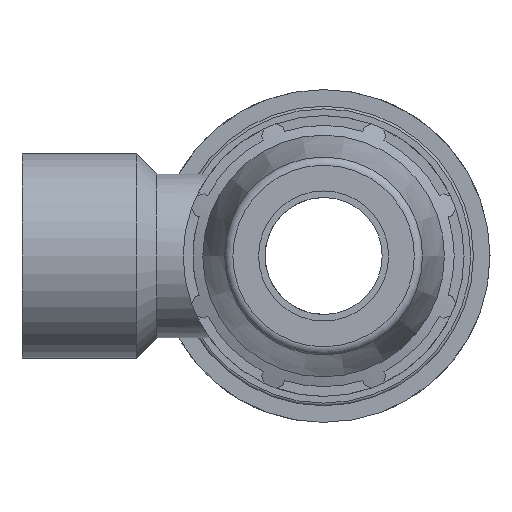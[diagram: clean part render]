
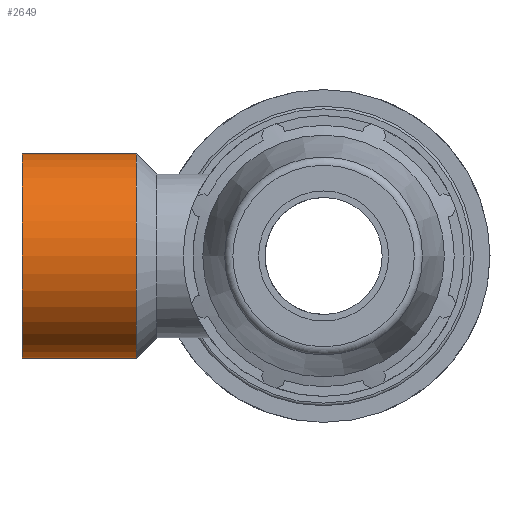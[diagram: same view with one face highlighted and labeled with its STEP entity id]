
A CAD part, left-side view. The second image highlights one B-rep face of the part: STEP entity #2649.
In plain terms, the highlighted cylindrical face has radius 19.689 mm (diameter 39.378 mm), a full revolution.
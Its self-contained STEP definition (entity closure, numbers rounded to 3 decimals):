
#166=CIRCLE('',#2905,19.689);
#167=CIRCLE('',#2907,19.689);
#702=FACE_BOUND('',#1041,.T.);
#851=FACE_OUTER_BOUND('',#1040,.T.);
#1040=EDGE_LOOP('',(#2315));
#1041=EDGE_LOOP('',(#2316));
#1292=VERTEX_POINT('',#4502);
#1293=VERTEX_POINT('',#4505);
#1635=EDGE_CURVE('',#1292,#1292,#166,.T.);
#1636=EDGE_CURVE('',#1293,#1293,#167,.T.);
#2315=ORIENTED_EDGE('',*,*,#1635,.T.);
#2316=ORIENTED_EDGE('',*,*,#1636,.F.);
#2357=CYLINDRICAL_SURFACE('',#2906,19.689);
#2649=ADVANCED_FACE('',(#851,#702),#2357,.T.);
#2905=AXIS2_PLACEMENT_3D('',#4503,#3609,#3610);
#2906=AXIS2_PLACEMENT_3D('',#4504,#3611,#3612);
#2907=AXIS2_PLACEMENT_3D('',#4506,#3613,#3614);
#3609=DIRECTION('center_axis',(0.,1.,0.));
#3610=DIRECTION('ref_axis',(1.,0.,0.));
#3611=DIRECTION('center_axis',(0.,1.,0.));
#3612=DIRECTION('ref_axis',(-1.,0.,0.));
#3613=DIRECTION('center_axis',(0.,1.,0.));
#3614=DIRECTION('ref_axis',(1.,0.,0.));
#4502=CARTESIAN_POINT('',(-19.689,36.,0.));
#4503=CARTESIAN_POINT('Origin',(0.,36.,0.));
#4504=CARTESIAN_POINT('Origin',(0.,47.,0.));
#4505=CARTESIAN_POINT('',(-19.689,58.,0.));
#4506=CARTESIAN_POINT('Origin',(0.,58.,0.));
